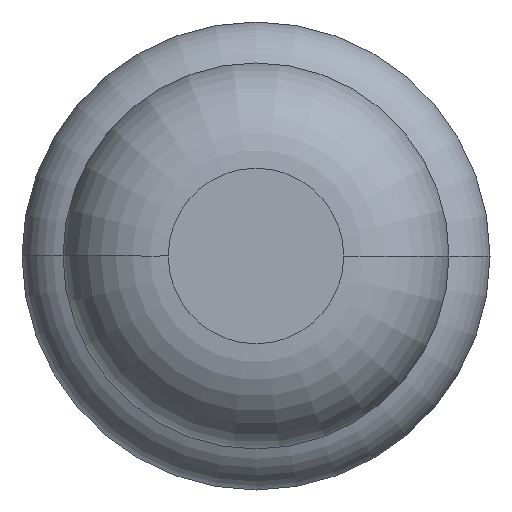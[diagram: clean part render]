
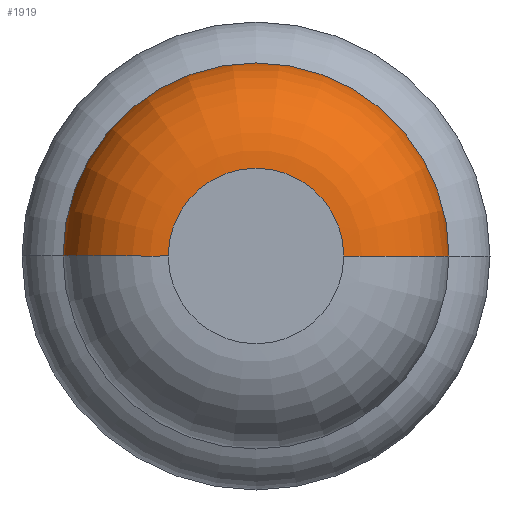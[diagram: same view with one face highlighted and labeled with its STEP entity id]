
A CAD part, front view. The second image highlights one B-rep face of the part: STEP entity #1919.
In plain terms, the highlighted toroidal (fillet/blend) face has major radius 0.375 mm and minor radius 0.45 mm.
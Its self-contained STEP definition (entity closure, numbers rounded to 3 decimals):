
#51 = VERTEX_POINT ( 'NONE', #4323 ) ;
#357 = CIRCLE ( 'NONE', #3851, 0.375 ) ;
#388 = AXIS2_PLACEMENT_3D ( 'NONE', #1321, #3065, #1017 ) ;
#488 = EDGE_CURVE ( 'NONE', #3893, #2779, #2229, .T. ) ;
#617 = DIRECTION ( 'NONE',  ( 1., 0., 0. ) ) ;
#724 = CIRCLE ( 'NONE', #388, 0.825 ) ;
#887 = DIRECTION ( 'NONE',  ( 1., 0., 0. ) ) ;
#889 = ORIENTED_EDGE ( 'NONE', *, *, #488, .F. ) ;
#956 = DIRECTION ( 'NONE',  ( 0., -1., 0. ) ) ;
#1017 = DIRECTION ( 'NONE',  ( 1., 0., 0. ) ) ;
#1279 = CARTESIAN_POINT ( 'NONE',  ( 0.375, -32., 0. ) ) ;
#1318 = CARTESIAN_POINT ( 'NONE',  ( 0.375, -31.55, 0. ) ) ;
#1321 = CARTESIAN_POINT ( 'NONE',  ( 0., -31.55, 0. ) ) ;
#1383 = ORIENTED_EDGE ( 'NONE', *, *, #1832, .F. ) ;
#1482 = CIRCLE ( 'NONE', #3130, 0.45 ) ;
#1784 = CARTESIAN_POINT ( 'NONE',  ( -0.375, -32., 0. ) ) ;
#1832 = EDGE_CURVE ( 'Defeature ausgef�hrt1_6+Defeature ausgef�hrt1_7+Defeature ausgef�hrt1_7+Defeature ausgef�hrt1_7', #2779, #3529, #357, .T. ) ;
#1919 = ADVANCED_FACE ( 'Defeature ausgef�hrt1_7', ( #2396 ), #3406, .T. ) ;
#2223 = ORIENTED_EDGE ( 'NONE', *, *, #3708, .T. ) ;
#2229 = CIRCLE ( 'NONE', #2267, 0.45 ) ;
#2257 = CARTESIAN_POINT ( 'NONE',  ( -0.375, -31.55, 0. ) ) ;
#2267 = AXIS2_PLACEMENT_3D ( 'NONE', #1318, #2730, #2370 ) ;
#2370 = DIRECTION ( 'NONE',  ( -1., 0., 0. ) ) ;
#2396 = FACE_OUTER_BOUND ( 'NONE', #4175, .T. ) ;
#2640 = DIRECTION ( 'NONE',  ( 0., 0., 1. ) ) ;
#2668 = CARTESIAN_POINT ( 'NONE',  ( 0., -32., 0. ) ) ;
#2730 = DIRECTION ( 'NONE',  ( 0., 0., -1. ) ) ;
#2779 = VERTEX_POINT ( 'NONE', #1279 ) ;
#2888 = EDGE_CURVE ( 'Defeature ausgef�hrt1_7+Defeature ausgef�hrt1_8+Defeature ausgef�hrt1_8+Defeature ausgef�hrt1_8', #3893, #51, #724, .T. ) ;
#2969 = CARTESIAN_POINT ( 'NONE',  ( 0., -31.55, 0. ) ) ;
#3065 = DIRECTION ( 'NONE',  ( 0., -1., 0. ) ) ;
#3130 = AXIS2_PLACEMENT_3D ( 'NONE', #2257, #2640, #617 ) ;
#3327 = DIRECTION ( 'NONE',  ( 0., -1., 0. ) ) ;
#3406 = TOROIDAL_SURFACE ( 'NONE', #3483, 0.375, 0.45 ) ;
#3483 = AXIS2_PLACEMENT_3D ( 'NONE', #2969, #3327, #887 ) ;
#3529 = VERTEX_POINT ( 'NONE', #1784 ) ;
#3708 = EDGE_CURVE ( 'NONE', #51, #3529, #1482, .T. ) ;
#3851 = AXIS2_PLACEMENT_3D ( 'NONE', #2668, #956, #4320 ) ;
#3855 = ORIENTED_EDGE ( 'NONE', *, *, #2888, .T. ) ;
#3893 = VERTEX_POINT ( 'NONE', #4119 ) ;
#4119 = CARTESIAN_POINT ( 'NONE',  ( 0.825, -31.55, 0. ) ) ;
#4175 = EDGE_LOOP ( 'NONE', ( #3855, #2223, #1383, #889 ) ) ;
#4320 = DIRECTION ( 'NONE',  ( 1., 0., 0. ) ) ;
#4323 = CARTESIAN_POINT ( 'NONE',  ( -0.825, -31.55, 0. ) ) ;
